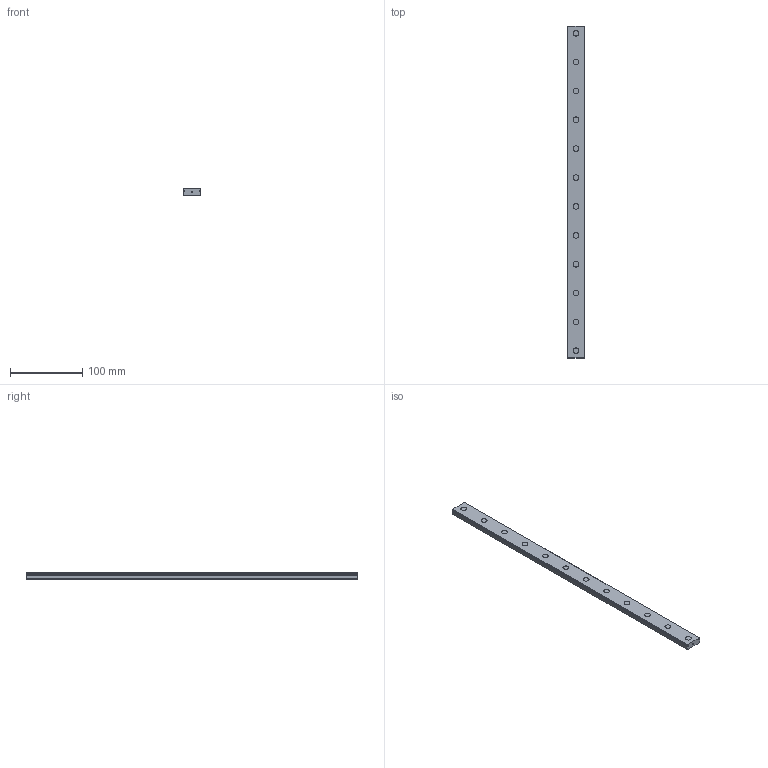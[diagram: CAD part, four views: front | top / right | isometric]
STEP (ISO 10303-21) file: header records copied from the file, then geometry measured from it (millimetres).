
FILE_DESCRIPTION(('STEP AP214'),'1');
FILE_NAME('cctmp_8CCAF582-1D40-464E-BA28-4C68B3DE2E04_2021_02_23_21_55_07_0959..stp','2021-02-23T20:55:08',('HIWIN GmbH'),('CADClick - www.CADClick.com'),'Spatial InterOp 3D',' ','unknown authorization');
FILE_SCHEMA(('AUTOMOTIVE_DESIGN'));
Length unit declared in the file: millimetre
Products named in the file (1): MGWR12R460CM_FILE
Bounding box: 24 x 460 x 8.5 mm (x, y, z)
Volume: 88596.8 mm3; surface area: 34650.5 mm2
Topology: 1 solids, 1 shells, 203 faces, 483 edges, 322 vertices
Faces by surface type: plane 115, cylinder 88
Entity records: 7561 total; most frequent: DIRECTION 1067, CARTESIAN_POINT 1009, ORIENTED_EDGE 966, EDGE_CURVE 483, AXIS2_PLACEMENT_3D 380, VERTEX_POINT 322, LINE 307, VECTOR 307
